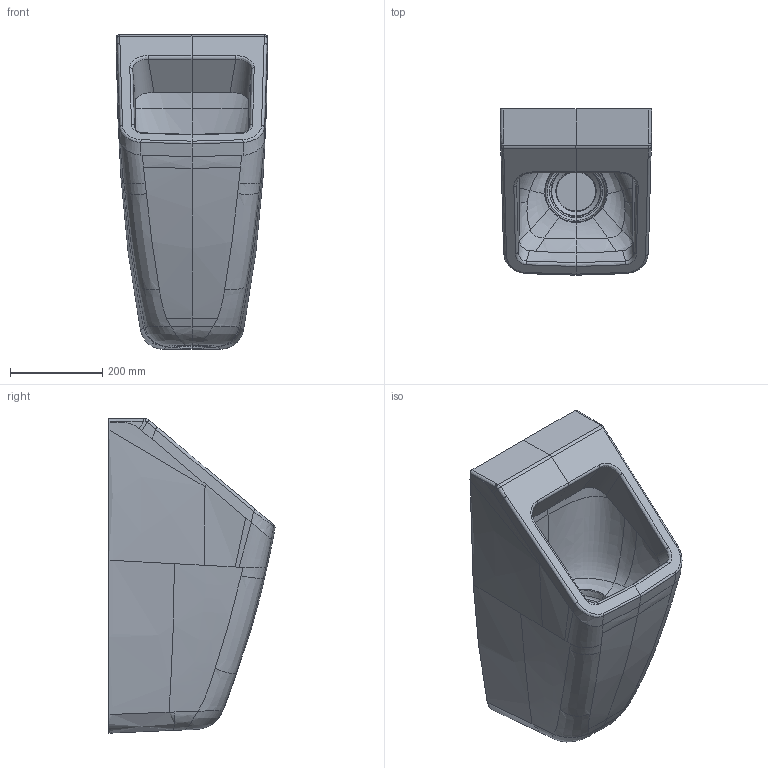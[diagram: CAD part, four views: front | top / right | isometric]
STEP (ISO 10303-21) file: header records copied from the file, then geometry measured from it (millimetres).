
FILE_DESCRIPTION(/* description */ (''),/* implementation_level */ '2;1');
FILE_NAME(/* name */ '558700_Matrix_Eckig_UR_01.stp',/* time_stamp */ '2019-03-12T08:24:46+01:00',/* author */ (''),/* organization */ (''),/* preprocessor_version */ 'ST-DEVELOPER v16',/* originating_system */ 'SIEMENS PLM Software NX 10.0',/* authorisation */ '');
FILE_SCHEMA (('AUTOMOTIVE_DESIGN { 1 0 10303 214 3 1 1 1 }'));
Length unit declared in the file: millimetre
Products named in the file (1): Sier17249EAD8oad
Bounding box: 328.13 x 359.5 x 680.7 mm (x, y, z)
Volume: 37725028.8 mm3; surface area: 1061034.9 mm2
Topology: 1 solids, 1 shells, 154 faces, 404 edges, 250 vertices
Faces by surface type: bspline 126, plane 12, torus 6, cylinder 6, cone 4
Entity records: 24935 total; most frequent: CARTESIAN_POINT 22275, ORIENTED_EDGE 804, EDGE_CURVE 402, B_SPLINE_CURVE_WITH_KNOTS 325, VERTEX_POINT 250, ADVANCED_FACE 154, FACE_OUTER_BOUND 154, EDGE_LOOP 154
